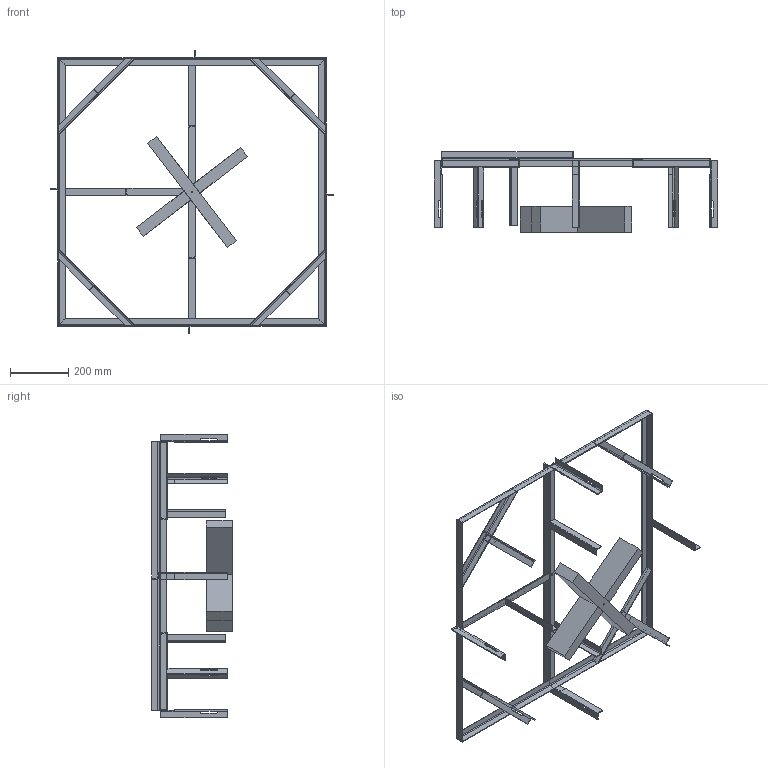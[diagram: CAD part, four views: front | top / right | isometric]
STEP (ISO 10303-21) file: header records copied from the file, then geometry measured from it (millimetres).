
FILE_DESCRIPTION(/* description */ (''),/* implementation_level */ '2;1');
FILE_NAME(/* name */ 'hubRingJig.stp',/* time_stamp */ '2015-01-15T09:52:56-08:00',/* author */ ('Dave'),/* organization */ (''),/* preprocessor_version */ 'ST-DEVELOPER v15.2',/* originating_system */ 'Autodesk Inventor 2014',/* authorisation */ '');
FILE_SCHEMA (('AUTOMOTIVE_DESIGN { 1 0 10303 214 3 1 1 }'));
Length unit declared in the file: inch
Products named in the file (8): hubRingJigCross; hubRingJigOuter; hubRingJigEdgeVert; hubRingJigCrossShort; hubRingJig45; hubRingJigInnerVert; hubRingInnerWoodFull; hubRingJig
Bounding box: 970.28 x 276.4 x 970.28 mm (x, y, z)
Volume: 4139458.2 mm3; surface area: 1145336.2 mm2
Topology: 23 solids, 23 shells, 270 faces, 691 edges, 459 vertices
Faces by surface type: plane 228, cylinder 40, cone 2
Full cylindrical faces by diameter (mm): 6.35 x3
Entity records: 2481 total; most frequent: CARTESIAN_POINT 429, DIRECTION 410, ORIENTED_EDGE 360, EDGE_CURVE 180, LINE 158, VECTOR 158, AXIS2_PLACEMENT_3D 126, VERTEX_POINT 121
